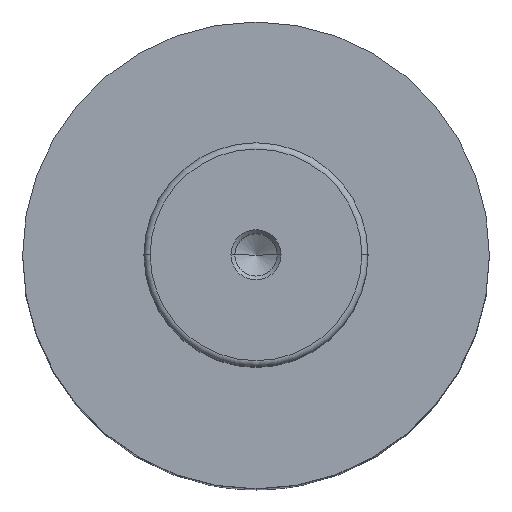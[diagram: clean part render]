
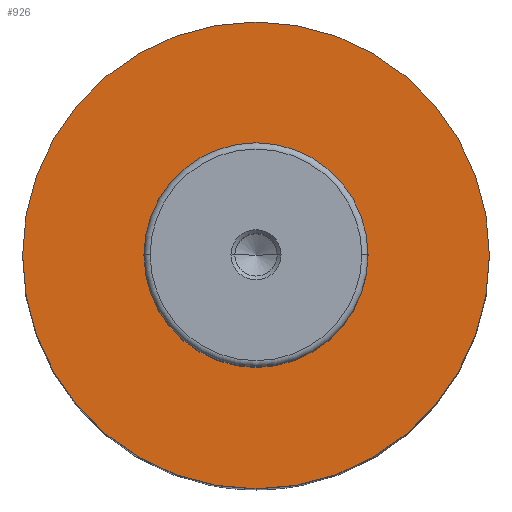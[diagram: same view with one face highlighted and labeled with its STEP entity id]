
A CAD part, top view. The second image highlights one B-rep face of the part: STEP entity #926.
In plain terms, the highlighted planar face has unit normal (0, 0, 1).
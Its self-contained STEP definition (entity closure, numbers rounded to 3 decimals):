
#2 = VERTEX_POINT ( 'NONE', #1038 ) ;
#19 = DIRECTION ( 'NONE',  ( 0., 0., -1. ) ) ;
#75 = DIRECTION ( 'NONE',  ( 0., 0., -1. ) ) ;
#77 = CARTESIAN_POINT ( 'NONE',  ( -18., 0., 107. ) ) ;
#143 = EDGE_CURVE ( 'NONE', #2, #1577, #1287, .T. ) ;
#234 = DIRECTION ( 'NONE',  ( -1., 0., 0. ) ) ;
#307 = AXIS2_PLACEMENT_3D ( 'NONE', #313, #1525, #484 ) ;
#313 = CARTESIAN_POINT ( 'NONE',  ( 0., 0., 107. ) ) ;
#315 = AXIS2_PLACEMENT_3D ( 'NONE', #1204, #698, #1914 ) ;
#328 = CARTESIAN_POINT ( 'NONE',  ( 18., 0., 107. ) ) ;
#397 = ORIENTED_EDGE ( 'NONE', *, *, #806, .T. ) ;
#424 = CARTESIAN_POINT ( 'NONE',  ( 37.5, 0., 107. ) ) ;
#442 = AXIS2_PLACEMENT_3D ( 'NONE', #472, #75, #234 ) ;
#472 = CARTESIAN_POINT ( 'NONE',  ( 0., 0., 107. ) ) ;
#484 = DIRECTION ( 'NONE',  ( -1., 0., 0. ) ) ;
#521 = CIRCLE ( 'NONE', #2058, 37.5 ) ;
#698 = DIRECTION ( 'NONE',  ( 0., 0., 1. ) ) ;
#806 = EDGE_CURVE ( 'NONE', #1541, #862, #1499, .T. ) ;
#857 = PLANE ( 'NONE',  #315 ) ;
#862 = VERTEX_POINT ( 'NONE', #328 ) ;
#869 = FACE_OUTER_BOUND ( 'NONE', #1545, .T. ) ;
#926 = ADVANCED_FACE ( 'NONE', ( #1855, #869 ), #857, .T. ) ;
#1017 = CARTESIAN_POINT ( 'NONE',  ( 0., 0., 107. ) ) ;
#1038 = CARTESIAN_POINT ( 'NONE',  ( -37.5, 0., 107. ) ) ;
#1045 = CARTESIAN_POINT ( 'NONE',  ( 0., 0., 107. ) ) ;
#1192 = DIRECTION ( 'NONE',  ( -1., 0., 0. ) ) ;
#1204 = CARTESIAN_POINT ( 'NONE',  ( -18., 0., 107. ) ) ;
#1225 = DIRECTION ( 'NONE',  ( -1., 0., 0. ) ) ;
#1287 = CIRCLE ( 'NONE', #442, 37.5 ) ;
#1411 = CIRCLE ( 'NONE', #307, 18. ) ;
#1499 = CIRCLE ( 'NONE', #1522, 18. ) ;
#1522 = AXIS2_PLACEMENT_3D ( 'NONE', #1017, #2264, #1192 ) ;
#1525 = DIRECTION ( 'NONE',  ( 0., 0., -1. ) ) ;
#1541 = VERTEX_POINT ( 'NONE', #77 ) ;
#1545 = EDGE_LOOP ( 'NONE', ( #1660, #2126 ) ) ;
#1572 = EDGE_LOOP ( 'NONE', ( #397, #2219 ) ) ;
#1577 = VERTEX_POINT ( 'NONE', #424 ) ;
#1660 = ORIENTED_EDGE ( 'NONE', *, *, #143, .F. ) ;
#1718 = EDGE_CURVE ( 'NONE', #862, #1541, #1411, .T. ) ;
#1841 = EDGE_CURVE ( 'NONE', #1577, #2, #521, .T. ) ;
#1855 = FACE_BOUND ( 'NONE', #1572, .T. ) ;
#1914 = DIRECTION ( 'NONE',  ( 1., 0., 0. ) ) ;
#2058 = AXIS2_PLACEMENT_3D ( 'NONE', #1045, #19, #1225 ) ;
#2126 = ORIENTED_EDGE ( 'NONE', *, *, #1841, .F. ) ;
#2219 = ORIENTED_EDGE ( 'NONE', *, *, #1718, .T. ) ;
#2264 = DIRECTION ( 'NONE',  ( 0., 0., -1. ) ) ;
